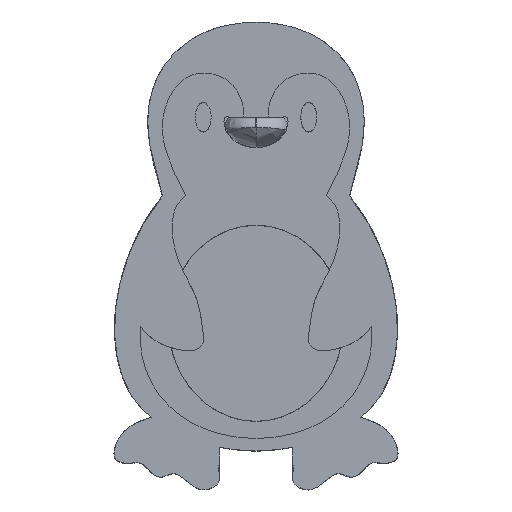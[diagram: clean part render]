
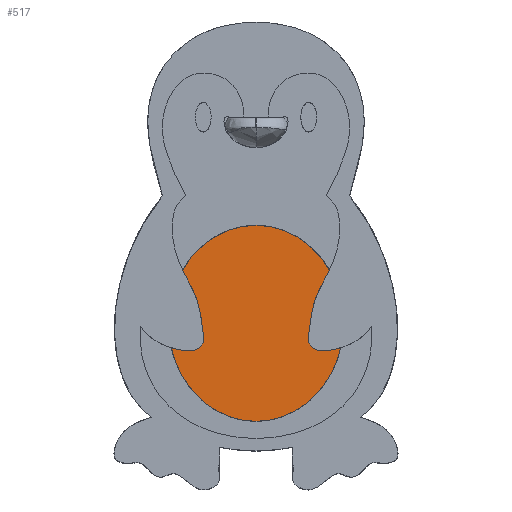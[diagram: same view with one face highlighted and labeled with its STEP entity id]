
A CAD part, top view. The second image highlights one B-rep face of the part: STEP entity #517.
In plain terms, the highlighted planar face has unit normal (0, 0, 1).
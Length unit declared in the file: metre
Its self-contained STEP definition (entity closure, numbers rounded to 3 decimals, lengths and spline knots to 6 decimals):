
#517=ADVANCED_FACE('2:441',(#1233),#1234,.F.);
#1233=FACE_OUTER_BOUND('',#18004,.T.);
#1234=PLANE('',#18005);
#18004=EDGE_LOOP('',(#19889,#19890,#19891));
#18005=AXIS2_PLACEMENT_3D('',#19892,#19893,#19894);
#19889=ORIENTED_EDGE('',*,*,#20686,.F.);
#19890=ORIENTED_EDGE('',*,*,#20685,.F.);
#19891=ORIENTED_EDGE('',*,*,#20680,.F.);
#19892=CARTESIAN_POINT('',(-0.058809,-0.424142,0.003));
#19893=DIRECTION('',(-0.0,0.0,-1.0));
#19894=DIRECTION('',(-1.0,-0.0,0.0));
#20680=EDGE_CURVE('2:447',#23554,#23557,#23558,.T.);
#20685=EDGE_CURVE('2:447',#23557,#23565,#23566,.T.);
#20686=EDGE_CURVE('2:447',#23565,#23554,#23567,.T.);
#23554=VERTEX_POINT('',#33536);
#23557=VERTEX_POINT('',#33540);
#23558=ELLIPSE('',#33541,0.03351,0.02995);
#23565=VERTEX_POINT('',#33549);
#23566=ELLIPSE('',#33550,0.03351,0.02995);
#23567=ELLIPSE('',#33551,0.03351,0.02995);
#33536=CARTESIAN_POINT('',(-0.083687,-0.461945,0.003));
#33540=CARTESIAN_POINT('',(-0.083687,-0.394925,0.003));
#33541=AXIS2_PLACEMENT_3D('',#34179,#34180,#34181);
#33549=CARTESIAN_POINT('',(-0.054684,-0.436793,0.003));
#33550=AXIS2_PLACEMENT_3D('',#34192,#34193,#34194);
#33551=AXIS2_PLACEMENT_3D('',#34195,#34196,#34197);
#34179=CARTESIAN_POINT('',(-0.083687,-0.428435,0.003));
#34180=DIRECTION('',(-0.0,0.0,-1.0));
#34181=DIRECTION('',(0.,-1.0,0.0));
#34192=CARTESIAN_POINT('',(-0.083687,-0.428435,0.003));
#34193=DIRECTION('',(-0.0,0.0,-1.0));
#34194=DIRECTION('',(0.,-1.0,0.0));
#34195=CARTESIAN_POINT('',(-0.083687,-0.428435,0.003));
#34196=DIRECTION('',(-0.0,0.0,-1.0));
#34197=DIRECTION('',(0.,-1.0,0.0));
